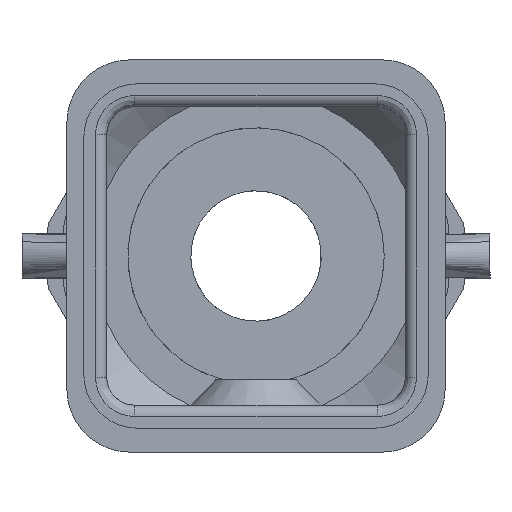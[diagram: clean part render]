
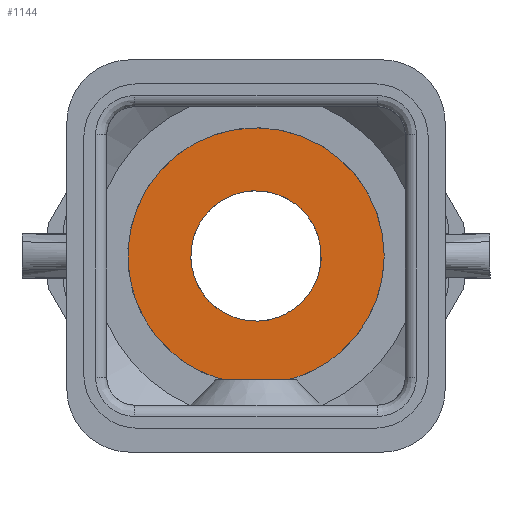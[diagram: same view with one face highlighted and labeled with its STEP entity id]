
A CAD part, front view. The second image highlights one B-rep face of the part: STEP entity #1144.
In plain terms, the highlighted planar face has unit normal (0, -1, 0).
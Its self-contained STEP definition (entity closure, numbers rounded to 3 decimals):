
#726=ELLIPSE('',#4864,4.65,4.65);
#1144=ADVANCED_FACE('',(#1448,#1449),#1328,.F.);
#1328=PLANE('',#4867);
#1448=FACE_BOUND('',#1635,.T.);
#1449=FACE_BOUND('',#1636,.T.);
#1635=EDGE_LOOP('',(#2431));
#1636=EDGE_LOOP('',(#2432));
#1773=CIRCLE('',#4866,9.15);
#2431=ORIENTED_EDGE('',*,*,#3639,.T.);
#2432=ORIENTED_EDGE('',*,*,#3640,.F.);
#3172=VERTEX_POINT('',#7261);
#3173=VERTEX_POINT('',#7264);
#3639=EDGE_CURVE('',#3172,#3172,#726,.T.);
#3640=EDGE_CURVE('',#3173,#3173,#1773,.T.);
#4864=AXIS2_PLACEMENT_3D('',#7260,#5604,#5605);
#4866=AXIS2_PLACEMENT_3D('',#7263,#5608,#5609);
#4867=AXIS2_PLACEMENT_3D('',#7265,#5610,#5611);
#5604=DIRECTION('',(0.,1.,0.));
#5605=DIRECTION('',(0.576,0.,-0.818));
#5608=DIRECTION('',(0.,1.,0.));
#5609=DIRECTION('',(1.,0.,0.));
#5610=DIRECTION('',(0.,1.,0.));
#5611=DIRECTION('',(1.,0.,0.));
#7260=CARTESIAN_POINT('',(0.,48.3,-0.001));
#7261=CARTESIAN_POINT('',(2.677,48.3,-3.803));
#7263=CARTESIAN_POINT('',(0.,48.3,0.));
#7264=CARTESIAN_POINT('',(9.15,48.3,0.));
#7265=CARTESIAN_POINT('',(-10.065,48.3,10.065));
